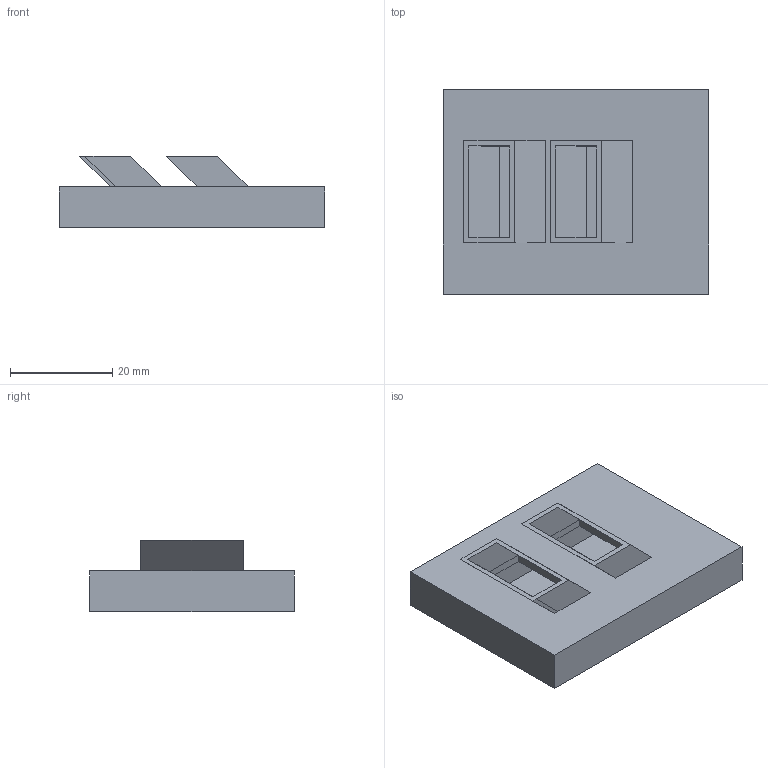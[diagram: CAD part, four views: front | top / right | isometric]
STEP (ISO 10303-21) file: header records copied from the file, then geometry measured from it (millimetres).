
FILE_DESCRIPTION(('HOOPS Exchange Step'),'2;1');
FILE_NAME('064-v4.stp','2024-09-03T15:31:20+07:00',('nguye'),('Unknown organisation'),'HOOPS Exchange 2023.2','HOOPS Exchange','Unknown authorisation');
FILE_SCHEMA( ('AP203_CONFIGURATION_CONTROLLED_3D_DESIGN_OF_MECHANICAL_PARTS_AND_ASSEMBLIES_MIM_LF') );
Length unit declared in the file: millimetre
Products named in the file (1): 064-v4
Bounding box: 52 x 40 x 14 mm (x, y, z)
Volume: 12839 mm3; surface area: 8955.8 mm2
Topology: 1 solids, 1 shells, 40 faces, 100 edges, 64 vertices
Faces by surface type: plane 22, bspline 18
Entity records: 1185 total; most frequent: CARTESIAN_POINT 259, ORIENTED_EDGE 200, DIRECTION 146, VECTOR 100, LINE 100, EDGE_CURVE 100, VERTEX_POINT 64, EDGE_LOOP 46
